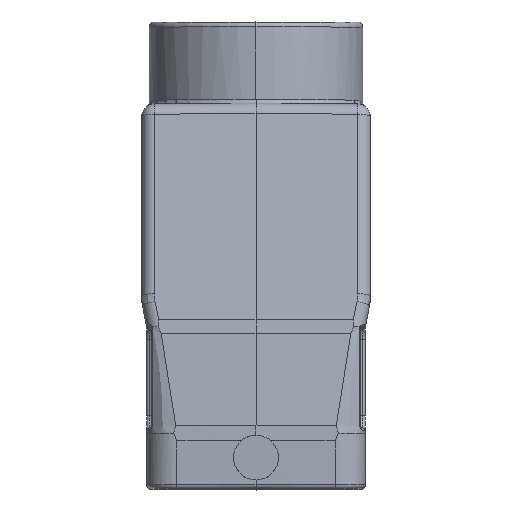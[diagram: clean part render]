
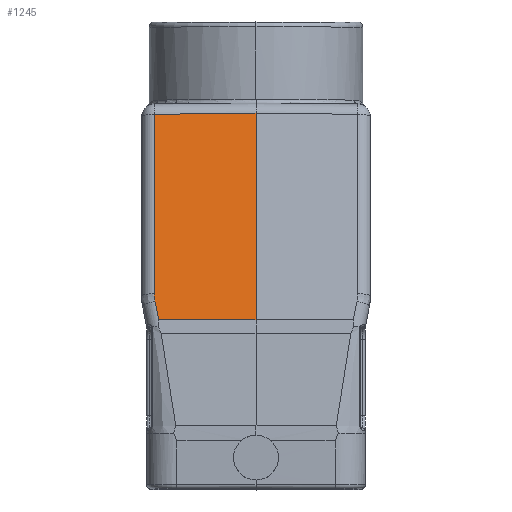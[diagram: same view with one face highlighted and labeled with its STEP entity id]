
A CAD part, top view. The second image highlights one B-rep face of the part: STEP entity #1245.
In plain terms, the highlighted planar face has unit normal (-0.009, 0.19, 0.982).
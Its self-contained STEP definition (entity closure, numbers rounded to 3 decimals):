
#426=PLANE('',#12070);
#1245=ADVANCED_FACE('',(#2174),#426,.T.);
#2174=FACE_OUTER_BOUND('',#2866,.T.);
#2866=EDGE_LOOP('',(#5127,#5128,#5129,#5130,#5131,#5132));
#3678=B_SPLINE_CURVE_WITH_KNOTS('',3,(#22811,#22812,#22813,#22814),
 .UNSPECIFIED.,.F.,.F.,(4,4),(0.,1.),.UNSPECIFIED.);
#5127=ORIENTED_EDGE('',*,*,#9057,.F.);
#5128=ORIENTED_EDGE('',*,*,#9058,.F.);
#5129=ORIENTED_EDGE('',*,*,#9056,.T.);
#5130=ORIENTED_EDGE('',*,*,#9059,.F.);
#5131=ORIENTED_EDGE('',*,*,#9060,.F.);
#5132=ORIENTED_EDGE('',*,*,#9061,.F.);
#7751=VERTEX_POINT('',#22802);
#7752=VERTEX_POINT('',#22804);
#7753=VERTEX_POINT('',#22808);
#7754=VERTEX_POINT('',#22809);
#7755=VERTEX_POINT('',#22815);
#7756=VERTEX_POINT('',#22817);
#9056=EDGE_CURVE('',#7751,#7752,#10344,.T.);
#9057=EDGE_CURVE('',#7753,#7754,#10345,.T.);
#9058=EDGE_CURVE('',#7751,#7753,#10346,.T.);
#9059=EDGE_CURVE('',#7755,#7752,#3678,.T.);
#9060=EDGE_CURVE('',#7756,#7755,#10347,.T.);
#9061=EDGE_CURVE('',#7754,#7756,#10348,.T.);
#10344=LINE('',#22805,#11162);
#10345=LINE('',#22807,#11163);
#10346=LINE('',#22810,#11164);
#10347=LINE('',#22816,#11165);
#10348=LINE('',#22818,#11166);
#11162=VECTOR('',#13629,1.);
#11163=VECTOR('',#13632,1.);
#11164=VECTOR('',#13633,1.);
#11165=VECTOR('',#13634,1.);
#11166=VECTOR('',#13635,1.);
#12070=AXIS2_PLACEMENT_3D('',#22819,#13636,#13637);
#13629=DIRECTION('',(0.,-0.982,0.19));
#13632=DIRECTION('',(0.,-0.982,0.19));
#13633=DIRECTION('',(1.,0.009,0.007));
#13634=DIRECTION('',(-0.193,0.963,-0.188));
#13635=DIRECTION('',(-1.,0.,-0.009));
#13636=DIRECTION('',(-0.009,0.19,0.982));
#13637=DIRECTION('',(0.,-0.982,0.19));
#22802=CARTESIAN_POINT('',(-20.022,19.215,36.497));
#22804=CARTESIAN_POINT('',(-20.022,-16.12,43.323));
#22805=CARTESIAN_POINT('',(-20.022,19.215,36.497));
#22807=CARTESIAN_POINT('',(0.,19.39,36.641));
#22808=CARTESIAN_POINT('',(0.,19.39,36.641));
#22809=CARTESIAN_POINT('',(0.,-21.241,44.49));
#22810=CARTESIAN_POINT('',(-20.022,19.215,36.497));
#22811=CARTESIAN_POINT('',(-19.876,-17.591,43.609));
#22812=CARTESIAN_POINT('',(-19.973,-17.107,43.514));
#22813=CARTESIAN_POINT('',(-20.022,-16.614,43.419));
#22814=CARTESIAN_POINT('',(-20.022,-16.12,43.323));
#22815=CARTESIAN_POINT('',(-19.876,-17.591,43.609));
#22816=CARTESIAN_POINT('',(-19.146,-21.241,44.32));
#22817=CARTESIAN_POINT('',(-19.146,-21.241,44.32));
#22818=CARTESIAN_POINT('',(0.,-21.241,44.49));
#22819=CARTESIAN_POINT('',(0.,-22.585,44.75));
